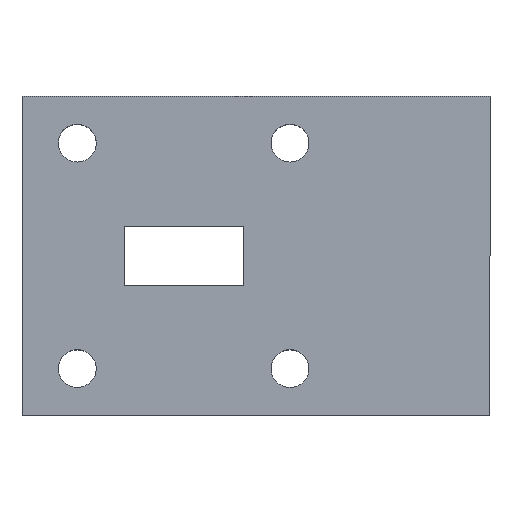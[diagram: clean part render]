
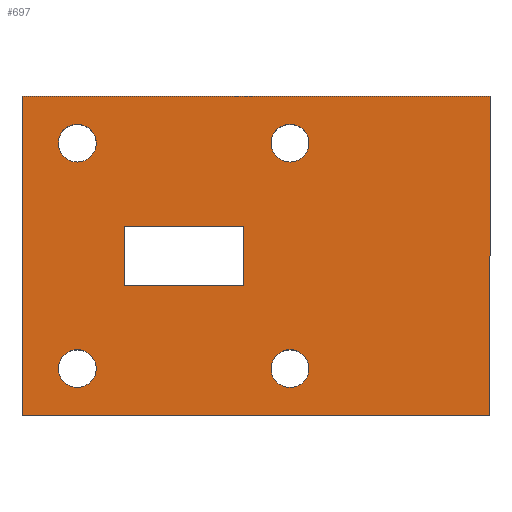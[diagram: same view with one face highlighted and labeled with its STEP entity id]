
A CAD part, top view. The second image highlights one B-rep face of the part: STEP entity #697.
In plain terms, the highlighted planar face has unit normal (0, 0, 1).
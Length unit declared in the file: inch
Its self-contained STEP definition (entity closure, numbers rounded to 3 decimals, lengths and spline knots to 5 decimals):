
#1 = LINE ( 'NONE', #34, #395 ) ;
#4 = EDGE_CURVE ( 'NONE', #459, #388, #722, .T. ) ;
#8 = DIRECTION ( 'NONE',  ( 0., 0., 1. ) ) ;
#10 = ORIENTED_EDGE ( 'NONE', *, *, #515, .T. ) ;
#14 = EDGE_CURVE ( 'NONE', #416, #116, #530, .T. ) ;
#19 = EDGE_CURVE ( 'NONE', #473, #267, #714, .T. ) ;
#34 = CARTESIAN_POINT ( 'NONE',  ( 0.55, -0.375, 0.39 ) ) ;
#53 = ORIENTED_EDGE ( 'NONE', *, *, #195, .F. ) ;
#60 = EDGE_CURVE ( 'NONE', #116, #416, #248, .T. ) ;
#63 = AXIS2_PLACEMENT_3D ( 'NONE', #608, #271, #695 ) ;
#66 = VECTOR ( 'NONE', #330, 39.37008 ) ;
#69 = DIRECTION ( 'NONE',  ( 1., 0., 0. ) ) ;
#71 = DIRECTION ( 'NONE',  ( 0., 0., 1. ) ) ;
#77 = AXIS2_PLACEMENT_3D ( 'NONE', #659, #71, #191 ) ;
#78 = ORIENTED_EDGE ( 'NONE', *, *, #742, .F. ) ;
#79 = DIRECTION ( 'NONE',  ( 0., 1., 0. ) ) ;
#85 = FACE_OUTER_BOUND ( 'NONE', #551, .T. ) ;
#90 = VERTEX_POINT ( 'NONE', #298 ) ;
#97 = DIRECTION ( 'NONE',  ( 1., 0., 0. ) ) ;
#99 = AXIS2_PLACEMENT_3D ( 'NONE', #390, #775, #105 ) ;
#105 = DIRECTION ( 'NONE',  ( 1., 0., 0. ) ) ;
#108 = DIRECTION ( 'NONE',  ( 0., 0., 1. ) ) ;
#111 = CARTESIAN_POINT ( 'NONE',  ( 0.08, 0.265, 0.39 ) ) ;
#114 = ORIENTED_EDGE ( 'NONE', *, *, #235, .F. ) ;
#116 = VERTEX_POINT ( 'NONE', #145 ) ;
#118 = AXIS2_PLACEMENT_3D ( 'NONE', #545, #602, #198 ) ;
#119 = CARTESIAN_POINT ( 'NONE',  ( -0.03, -0.07, 0.39 ) ) ;
#133 = VECTOR ( 'NONE', #708, 39.37008 ) ;
#139 = EDGE_CURVE ( 'NONE', #305, #480, #470, .T. ) ;
#145 = CARTESIAN_POINT ( 'NONE',  ( 0.1245, -0.265, 0.39 ) ) ;
#148 = AXIS2_PLACEMENT_3D ( 'NONE', #111, #108, #329 ) ;
#169 = LINE ( 'NONE', #351, #732 ) ;
#177 = VECTOR ( 'NONE', #212, 39.37008 ) ;
#179 = CIRCLE ( 'NONE', #379, 0.0445 ) ;
#182 = ORIENTED_EDGE ( 'NONE', *, *, #542, .T. ) ;
#188 = CARTESIAN_POINT ( 'NONE',  ( 0.55, -0.375, 0.39 ) ) ;
#191 = DIRECTION ( 'NONE',  ( 1., 0., 0. ) ) ;
#195 = EDGE_CURVE ( 'NONE', #205, #90, #179, .T. ) ;
#198 = DIRECTION ( 'NONE',  ( 1., 0., 0. ) ) ;
#205 = VERTEX_POINT ( 'NONE', #431 ) ;
#212 = DIRECTION ( 'NONE',  ( 0., 1., 0. ) ) ;
#223 = CIRCLE ( 'NONE', #99, 0.0445 ) ;
#227 = CARTESIAN_POINT ( 'NONE',  ( -0.55, -0.375, 0.39 ) ) ;
#229 = FACE_BOUND ( 'NONE', #690, .T. ) ;
#234 = ORIENTED_EDGE ( 'NONE', *, *, #609, .F. ) ;
#235 = EDGE_CURVE ( 'NONE', #267, #473, #678, .T. ) ;
#248 = CIRCLE ( 'NONE', #118, 0.0445 ) ;
#250 = ORIENTED_EDGE ( 'NONE', *, *, #310, .F. ) ;
#259 = ORIENTED_EDGE ( 'NONE', *, *, #532, .F. ) ;
#261 = ORIENTED_EDGE ( 'NONE', *, *, #19, .F. ) ;
#264 = CARTESIAN_POINT ( 'NONE',  ( -0.03, 0.07, 0.39 ) ) ;
#267 = VERTEX_POINT ( 'NONE', #441 ) ;
#271 = DIRECTION ( 'NONE',  ( 0., 0., 1. ) ) ;
#289 = LINE ( 'NONE', #335, #177 ) ;
#298 = CARTESIAN_POINT ( 'NONE',  ( -0.4645, -0.265, 0.39 ) ) ;
#304 = VERTEX_POINT ( 'NONE', #377 ) ;
#305 = VERTEX_POINT ( 'NONE', #314 ) ;
#307 = EDGE_CURVE ( 'NONE', #315, #645, #386, .T. ) ;
#309 = DIRECTION ( 'NONE',  ( 1., 0., 0. ) ) ;
#310 = EDGE_CURVE ( 'NONE', #90, #205, #223, .T. ) ;
#314 = CARTESIAN_POINT ( 'NONE',  ( -0.31, -0.07, 0.39 ) ) ;
#315 = VERTEX_POINT ( 'NONE', #561 ) ;
#329 = DIRECTION ( 'NONE',  ( 1., 0., 0. ) ) ;
#330 = DIRECTION ( 'NONE',  ( -1., 0., 0. ) ) ;
#335 = CARTESIAN_POINT ( 'NONE',  ( -0.03, -0.07, 0.39 ) ) ;
#351 = CARTESIAN_POINT ( 'NONE',  ( -0.31, -0.07, 0.39 ) ) ;
#357 = LINE ( 'NONE', #188, #585 ) ;
#372 = PLANE ( 'NONE',  #63 ) ;
#373 = LINE ( 'NONE', #464, #66 ) ;
#377 = CARTESIAN_POINT ( 'NONE',  ( -0.31, 0.07, 0.39 ) ) ;
#379 = AXIS2_PLACEMENT_3D ( 'NONE', #550, #752, #741 ) ;
#384 = EDGE_CURVE ( 'NONE', #715, #304, #373, .T. ) ;
#386 = CIRCLE ( 'NONE', #148, 0.0445 ) ;
#387 = ORIENTED_EDGE ( 'NONE', *, *, #60, .F. ) ;
#388 = VERTEX_POINT ( 'NONE', #394 ) ;
#390 = CARTESIAN_POINT ( 'NONE',  ( -0.42, -0.265, 0.39 ) ) ;
#394 = CARTESIAN_POINT ( 'NONE',  ( -0.55, 0.375, 0.39 ) ) ;
#395 = VECTOR ( 'NONE', #613, 39.37008 ) ;
#406 = FACE_BOUND ( 'NONE', #687, .T. ) ;
#416 = VERTEX_POINT ( 'NONE', #461 ) ;
#426 = DIRECTION ( 'NONE',  ( -1., 0., 0. ) ) ;
#431 = CARTESIAN_POINT ( 'NONE',  ( -0.3755, -0.265, 0.39 ) ) ;
#441 = CARTESIAN_POINT ( 'NONE',  ( -0.4645, 0.265, 0.39 ) ) ;
#459 = VERTEX_POINT ( 'NONE', #474 ) ;
#461 = CARTESIAN_POINT ( 'NONE',  ( 0.0355, -0.265, 0.39 ) ) ;
#464 = CARTESIAN_POINT ( 'NONE',  ( -0.03, 0.07, 0.39 ) ) ;
#470 = LINE ( 'NONE', #662, #600 ) ;
#473 = VERTEX_POINT ( 'NONE', #777 ) ;
#474 = CARTESIAN_POINT ( 'NONE',  ( 0.55, 0.375, 0.39 ) ) ;
#480 = VERTEX_POINT ( 'NONE', #119 ) ;
#486 = CARTESIAN_POINT ( 'NONE',  ( 0.55, 0.375, 0.39 ) ) ;
#488 = DIRECTION ( 'NONE',  ( 0., -1., 0. ) ) ;
#489 = AXIS2_PLACEMENT_3D ( 'NONE', #617, #749, #97 ) ;
#490 = FACE_BOUND ( 'NONE', #656, .T. ) ;
#495 = ORIENTED_EDGE ( 'NONE', *, *, #652, .T. ) ;
#514 = ORIENTED_EDGE ( 'NONE', *, *, #14, .F. ) ;
#515 = EDGE_CURVE ( 'NONE', #388, #536, #780, .T. ) ;
#530 = CIRCLE ( 'NONE', #785, 0.0445 ) ;
#532 = EDGE_CURVE ( 'NONE', #304, #305, #169, .T. ) ;
#536 = VERTEX_POINT ( 'NONE', #717 ) ;
#542 = EDGE_CURVE ( 'NONE', #680, #459, #357, .T. ) ;
#545 = CARTESIAN_POINT ( 'NONE',  ( 0.08, -0.265, 0.39 ) ) ;
#549 = EDGE_LOOP ( 'NONE', ( #387, #514 ) ) ;
#550 = CARTESIAN_POINT ( 'NONE',  ( -0.42, -0.265, 0.39 ) ) ;
#551 = EDGE_LOOP ( 'NONE', ( #10, #495, #182, #576 ) ) ;
#552 = CARTESIAN_POINT ( 'NONE',  ( 0.0355, 0.265, 0.39 ) ) ;
#558 = CARTESIAN_POINT ( 'NONE',  ( 0.55, -0.375, 0.39 ) ) ;
#561 = CARTESIAN_POINT ( 'NONE',  ( 0.1245, 0.265, 0.39 ) ) ;
#574 = ORIENTED_EDGE ( 'NONE', *, *, #384, .F. ) ;
#576 = ORIENTED_EDGE ( 'NONE', *, *, #4, .T. ) ;
#585 = VECTOR ( 'NONE', #79, 39.37008 ) ;
#597 = CARTESIAN_POINT ( 'NONE',  ( 0.08, -0.265, 0.39 ) ) ;
#599 = CARTESIAN_POINT ( 'NONE',  ( 0.08, 0.265, 0.39 ) ) ;
#600 = VECTOR ( 'NONE', #614, 39.37008 ) ;
#601 = VECTOR ( 'NONE', #426, 39.37008 ) ;
#602 = DIRECTION ( 'NONE',  ( 0., 0., 1. ) ) ;
#608 = CARTESIAN_POINT ( 'NONE',  ( 0., 0., 0.39 ) ) ;
#609 = EDGE_CURVE ( 'NONE', #645, #315, #649, .T. ) ;
#613 = DIRECTION ( 'NONE',  ( 1., 0., 0. ) ) ;
#614 = DIRECTION ( 'NONE',  ( 1., 0., 0. ) ) ;
#617 = CARTESIAN_POINT ( 'NONE',  ( -0.42, 0.265, 0.39 ) ) ;
#645 = VERTEX_POINT ( 'NONE', #552 ) ;
#649 = CIRCLE ( 'NONE', #658, 0.0445 ) ;
#652 = EDGE_CURVE ( 'NONE', #536, #680, #1, .T. ) ;
#655 = ORIENTED_EDGE ( 'NONE', *, *, #307, .F. ) ;
#656 = EDGE_LOOP ( 'NONE', ( #655, #234 ) ) ;
#658 = AXIS2_PLACEMENT_3D ( 'NONE', #599, #8, #69 ) ;
#659 = CARTESIAN_POINT ( 'NONE',  ( -0.42, 0.265, 0.39 ) ) ;
#661 = FACE_BOUND ( 'NONE', #549, .T. ) ;
#662 = CARTESIAN_POINT ( 'NONE',  ( -0.03, -0.07, 0.39 ) ) ;
#668 = EDGE_LOOP ( 'NONE', ( #735, #259, #574, #78 ) ) ;
#674 = FACE_BOUND ( 'NONE', #668, .T. ) ;
#678 = CIRCLE ( 'NONE', #489, 0.0445 ) ;
#680 = VERTEX_POINT ( 'NONE', #558 ) ;
#687 = EDGE_LOOP ( 'NONE', ( #53, #250 ) ) ;
#690 = EDGE_LOOP ( 'NONE', ( #261, #114 ) ) ;
#695 = DIRECTION ( 'NONE',  ( 1., 0., 0. ) ) ;
#697 = ADVANCED_FACE ( 'NONE', ( #229, #406, #661, #490, #85, #674 ), #372, .T. ) ;
#708 = DIRECTION ( 'NONE',  ( 0., -1., 0. ) ) ;
#714 = CIRCLE ( 'NONE', #77, 0.0445 ) ;
#715 = VERTEX_POINT ( 'NONE', #264 ) ;
#717 = CARTESIAN_POINT ( 'NONE',  ( -0.55, -0.375, 0.39 ) ) ;
#722 = LINE ( 'NONE', #486, #601 ) ;
#732 = VECTOR ( 'NONE', #488, 39.37008 ) ;
#733 = DIRECTION ( 'NONE',  ( 0., 0., 1. ) ) ;
#735 = ORIENTED_EDGE ( 'NONE', *, *, #139, .F. ) ;
#741 = DIRECTION ( 'NONE',  ( 1., 0., 0. ) ) ;
#742 = EDGE_CURVE ( 'NONE', #480, #715, #289, .T. ) ;
#749 = DIRECTION ( 'NONE',  ( 0., 0., 1. ) ) ;
#752 = DIRECTION ( 'NONE',  ( 0., 0., 1. ) ) ;
#775 = DIRECTION ( 'NONE',  ( 0., 0., 1. ) ) ;
#777 = CARTESIAN_POINT ( 'NONE',  ( -0.3755, 0.265, 0.39 ) ) ;
#780 = LINE ( 'NONE', #227, #133 ) ;
#785 = AXIS2_PLACEMENT_3D ( 'NONE', #597, #733, #309 ) ;
